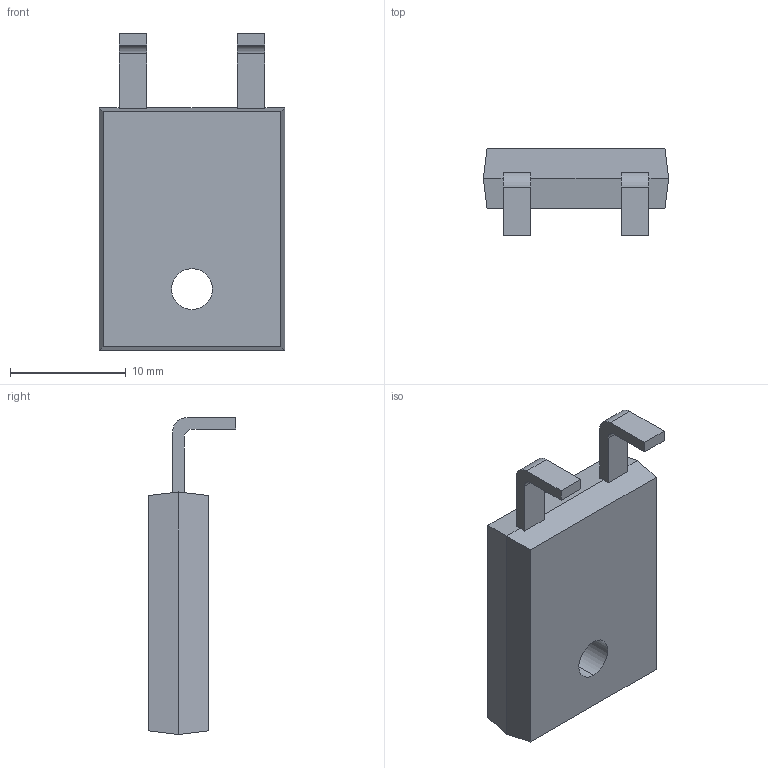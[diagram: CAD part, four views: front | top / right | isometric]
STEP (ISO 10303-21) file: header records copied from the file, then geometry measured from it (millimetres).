
FILE_DESCRIPTION (( 'STEP AP214' ), '1' );
FILE_NAME ('Ohmite TEH 100 Series.STEP', '2015-12-13T02:28:15', ( '' ), ( '' ), 'SwSTEP 2.0', 'SolidWorks 2015', '' );
FILE_SCHEMA (( 'AUTOMOTIVE_DESIGN' ));
Length unit declared in the file: inch
Products named in the file (1): Ohmite TEH 100 Series
Bounding box: 16.01 x 7.56 x 27.39 mm (x, y, z)
Volume: 1685.2 mm3; surface area: 1187.4 mm2
Topology: 1 solids, 1 shells, 35 faces, 94 edges, 60 vertices
Faces by surface type: plane 29, cylinder 6
Entity records: 1419 total; most frequent: CARTESIAN_POINT 190, ORIENTED_EDGE 188, DIRECTION 178, EDGE_CURVE 94, LINE 82, VECTOR 82, VERTEX_POINT 60, AXIS2_PLACEMENT_3D 48
